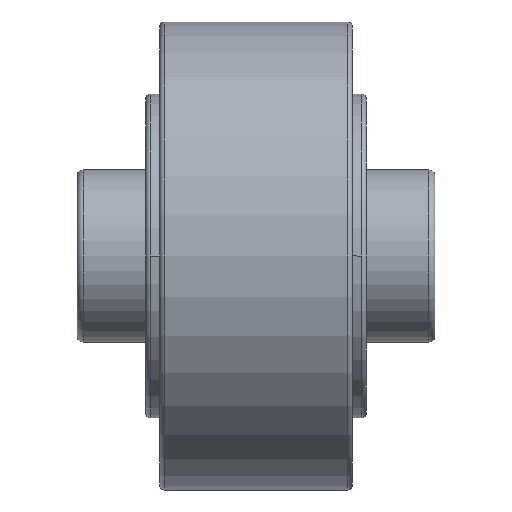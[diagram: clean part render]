
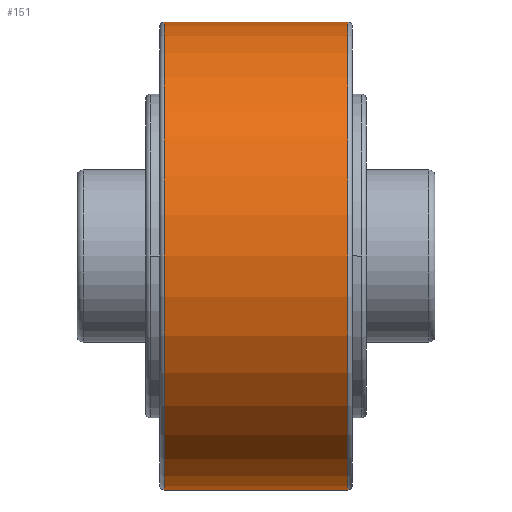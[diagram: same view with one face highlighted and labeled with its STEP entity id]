
A CAD part, front view. The second image highlights one B-rep face of the part: STEP entity #151.
In plain terms, the highlighted cylindrical face has radius 34 mm (diameter 68 mm), a partial arc.
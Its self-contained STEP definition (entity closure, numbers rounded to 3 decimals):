
#151=ADVANCED_FACE('',(#373),#374,.T.);
#373=FACE_OUTER_BOUND('',#625,.T.);
#374=CYLINDRICAL_SURFACE('',#626,34.0);
#625=EDGE_LOOP('',(#1419,#1420,#1421,#1422,#1423,#1424));
#626=AXIS2_PLACEMENT_3D('',#1425,#1426,#1427);
#1419=ORIENTED_EDGE('',*,*,#1537,.T.);
#1420=ORIENTED_EDGE('',*,*,#1763,.F.);
#1421=ORIENTED_EDGE('',*,*,#1762,.F.);
#1422=ORIENTED_EDGE('',*,*,#1539,.T.);
#1423=ORIENTED_EDGE('',*,*,#1759,.T.);
#1424=ORIENTED_EDGE('',*,*,#1758,.T.);
#1425=CARTESIAN_POINT('',(0.0,0.0,0.0));
#1426=DIRECTION('',(1.0,0.0,0.0));
#1427=DIRECTION('',(0.0,0.0,-1.0));
#1537=EDGE_CURVE('',#1946,#1947,#1948,.T.);
#1539=EDGE_CURVE('',#1951,#1949,#1952,.T.);
#1758=EDGE_CURVE('',#2303,#1946,#2304,.T.);
#1759=EDGE_CURVE('',#1949,#2303,#2305,.T.);
#1762=EDGE_CURVE('',#1951,#2309,#2310,.T.);
#1763=EDGE_CURVE('',#2309,#1947,#2311,.T.);
#1946=VERTEX_POINT('',#2383);
#1947=VERTEX_POINT('',#2384);
#1948=LINE('',#2385,#2386);
#1949=VERTEX_POINT('',#2387);
#1951=VERTEX_POINT('',#2389);
#1952=LINE('',#2390,#2391);
#2303=VERTEX_POINT('',#2859);
#2304=CIRCLE('',#2860,34.0);
#2305=CIRCLE('',#2861,34.0);
#2309=VERTEX_POINT('',#2865);
#2310=CIRCLE('',#2866,34.0);
#2311=CIRCLE('',#2867,34.0);
#2383=CARTESIAN_POINT('',(-13.32,0.,-34.0));
#2384=CARTESIAN_POINT('',(13.32,0.,-34.0));
#2385=CARTESIAN_POINT('',(0.0,0.,-34.0));
#2386=VECTOR('',#2983,1.0);
#2387=CARTESIAN_POINT('',(-13.32,0.,34.0));
#2389=CARTESIAN_POINT('',(13.32,0.,34.0));
#2390=CARTESIAN_POINT('',(0.0,0.,34.0));
#2391=VECTOR('',#2987,1.0);
#2859=CARTESIAN_POINT('',(-13.32,-34.0,0.));
#2860=AXIS2_PLACEMENT_3D('',#3468,#3469,#3470);
#2861=AXIS2_PLACEMENT_3D('',#3471,#3472,#3473);
#2865=CARTESIAN_POINT('',(13.32,-34.0,0.0));
#2866=AXIS2_PLACEMENT_3D('',#3480,#3481,#3482);
#2867=AXIS2_PLACEMENT_3D('',#3483,#3484,#3485);
#2983=DIRECTION('',(1.0,0.0,0.0));
#2987=DIRECTION('',(-1.0,-0.0,-0.0));
#3468=CARTESIAN_POINT('',(-13.32,0.,0.));
#3469=DIRECTION('',(1.0,0.0,0.0));
#3470=DIRECTION('',(0.0,0.0,-1.0));
#3471=CARTESIAN_POINT('',(-13.32,0.,0.));
#3472=DIRECTION('',(1.0,0.0,0.0));
#3473=DIRECTION('',(0.0,0.0,-1.0));
#3480=CARTESIAN_POINT('',(13.32,0.,0.0));
#3481=DIRECTION('',(1.0,0.0,0.0));
#3482=DIRECTION('',(0.0,0.0,-1.0));
#3483=CARTESIAN_POINT('',(13.32,0.,0.0));
#3484=DIRECTION('',(1.0,0.0,0.0));
#3485=DIRECTION('',(0.0,0.0,-1.0));
